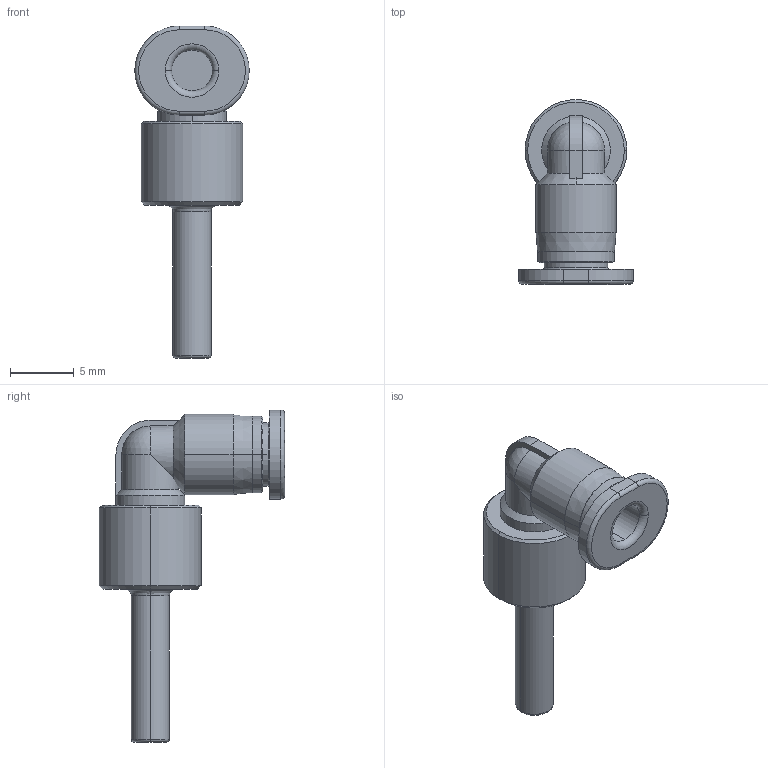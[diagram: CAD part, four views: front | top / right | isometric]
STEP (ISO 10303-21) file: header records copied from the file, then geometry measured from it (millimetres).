
FILE_DESCRIPTION((''),'2;1');
FILE_NAME('PLJ03C-mdt.stp','2017-07-24T14:47:55',(''),(''),'Mechanical Desktop 2009','Mechanical Desktop 2009',', , ');
FILE_SCHEMA(('CONFIG_CONTROL_DESIGN'));
Length unit declared in the file: millimetre
Products named in the file (5): PLJ03C-MDTA; PLJ03C-MDT; COLLAR-L03C; COLLAR-L03C-L; PJ
Assembly tree (5 placements, depth 2):
  PLJ03C-MDTA
    PLJ03C-MDT
    COLLAR-L03C  x2
    COLLAR-L03C-L
    PJ
Bounding box: 9 x 14.55 x 26.1 mm (x, y, z)
Volume: 714.1 mm3; surface area: 855.2 mm2
Topology: 1 solids, 1 shells, 74 faces, 163 edges, 92 vertices
Faces by surface type: cylinder 27, plane 23, cone 12, torus 6, bspline 4, sphere 2
Entity records: 2345 total; most frequent: CARTESIAN_POINT 527, DIRECTION 398, ORIENTED_EDGE 322, AXIS2_PLACEMENT_3D 163, EDGE_CURVE 161, VERTEX_POINT 92, CIRCLE 85, EDGE_LOOP 81
